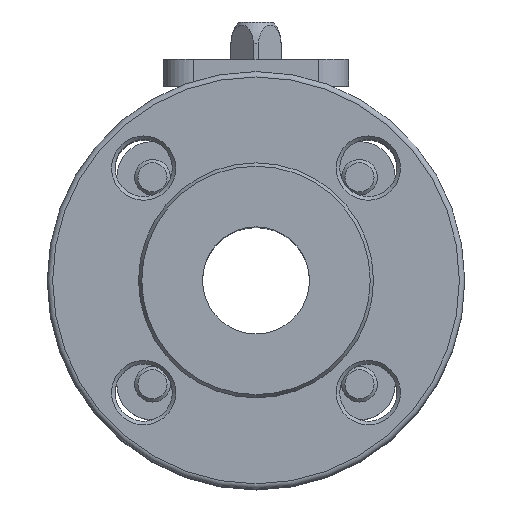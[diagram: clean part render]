
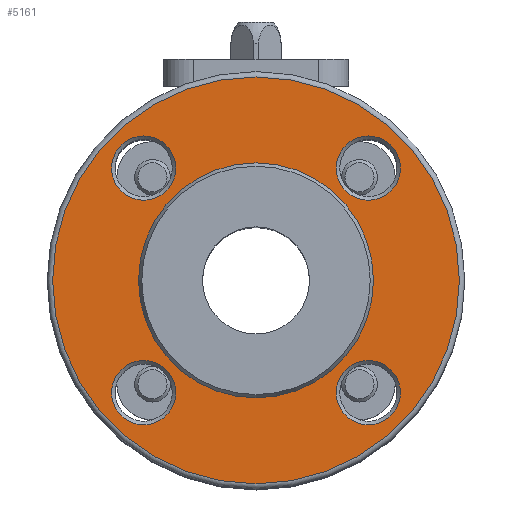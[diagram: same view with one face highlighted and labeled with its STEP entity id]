
A CAD part, top view. The second image highlights one B-rep face of the part: STEP entity #5161.
In plain terms, the highlighted planar face has unit normal (0, 0, 1).
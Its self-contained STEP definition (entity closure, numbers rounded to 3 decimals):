
#846=PLANE('',#5547);
#1055=ORIENTED_EDGE('',*,*,#2583,.F.);
#1056=ORIENTED_EDGE('',*,*,#2585,.F.);
#1057=ORIENTED_EDGE('',*,*,#2586,.F.);
#1058=ORIENTED_EDGE('',*,*,#2587,.F.);
#1059=ORIENTED_EDGE('',*,*,#2588,.F.);
#1060=ORIENTED_EDGE('',*,*,#2582,.T.);
#2582=EDGE_CURVE('',#3351,#3351,#3876,.T.);
#2583=EDGE_CURVE('',#3352,#3352,#3877,.T.);
#2585=EDGE_CURVE('',#3354,#3354,#3879,.T.);
#2586=EDGE_CURVE('',#3355,#3355,#3880,.T.);
#2587=EDGE_CURVE('',#3356,#3356,#3881,.T.);
#2588=EDGE_CURVE('',#3357,#3357,#3882,.T.);
#3351=VERTEX_POINT('',#7868);
#3352=VERTEX_POINT('',#7871);
#3354=VERTEX_POINT('',#7876);
#3355=VERTEX_POINT('',#7878);
#3356=VERTEX_POINT('',#7880);
#3357=VERTEX_POINT('',#7882);
#3876=CIRCLE('',#5543,32.924);
#3877=CIRCLE('',#5545,57.);
#3879=CIRCLE('',#5548,9.);
#3880=CIRCLE('',#5549,9.);
#3881=CIRCLE('',#5550,9.);
#3882=CIRCLE('',#5551,9.);
#4207=EDGE_LOOP('',(#1055));
#4208=EDGE_LOOP('',(#1056));
#4209=EDGE_LOOP('',(#1057));
#4210=EDGE_LOOP('',(#1058));
#4211=EDGE_LOOP('',(#1059));
#4212=EDGE_LOOP('',(#1060));
#4642=FACE_BOUND('',#4207,.T.);
#4643=FACE_BOUND('',#4208,.T.);
#4644=FACE_BOUND('',#4209,.T.);
#4645=FACE_BOUND('',#4210,.T.);
#4646=FACE_BOUND('',#4211,.T.);
#4647=FACE_BOUND('',#4212,.T.);
#5161=ADVANCED_FACE('',(#4642,#4643,#4644,#4645,#4646,#4647),#846,.F.);
#5543=AXIS2_PLACEMENT_3D('',#7867,#6293,#6294);
#5545=AXIS2_PLACEMENT_3D('',#7870,#6297,#6298);
#5547=AXIS2_PLACEMENT_3D('',#7874,#6301,#6302);
#5548=AXIS2_PLACEMENT_3D('',#7875,#6303,#6304);
#5549=AXIS2_PLACEMENT_3D('',#7877,#6305,#6306);
#5550=AXIS2_PLACEMENT_3D('',#7879,#6307,#6308);
#5551=AXIS2_PLACEMENT_3D('',#7881,#6309,#6310);
#6293=DIRECTION('',(0.,0.,-1.));
#6294=DIRECTION('',(-1.,0.,0.));
#6297=DIRECTION('',(0.,0.,-1.));
#6298=DIRECTION('',(-1.,0.,0.));
#6301=DIRECTION('',(0.,0.,-1.));
#6302=DIRECTION('',(-1.,0.,0.));
#6303=DIRECTION('',(0.,0.,1.));
#6304=DIRECTION('',(1.,0.,0.));
#6305=DIRECTION('',(0.,0.,1.));
#6306=DIRECTION('',(1.,0.,0.));
#6307=DIRECTION('',(0.,0.,1.));
#6308=DIRECTION('',(1.,0.,0.));
#6309=DIRECTION('',(0.,0.,1.));
#6310=DIRECTION('',(1.,0.,0.));
#7867=CARTESIAN_POINT('',(0.,0.,58.9));
#7868=CARTESIAN_POINT('',(-32.924,0.,58.9));
#7870=CARTESIAN_POINT('',(0.,0.,58.9));
#7871=CARTESIAN_POINT('',(-57.,0.,58.9));
#7874=CARTESIAN_POINT('',(0.,32.924,58.9));
#7875=CARTESIAN_POINT('',(-31.466,-31.466,58.9));
#7876=CARTESIAN_POINT('',(-22.466,-31.466,58.9));
#7877=CARTESIAN_POINT('',(31.466,-31.466,58.9));
#7878=CARTESIAN_POINT('',(40.466,-31.466,58.9));
#7879=CARTESIAN_POINT('',(31.466,31.466,58.9));
#7880=CARTESIAN_POINT('',(40.466,31.466,58.9));
#7881=CARTESIAN_POINT('',(-31.466,31.466,58.9));
#7882=CARTESIAN_POINT('',(-22.466,31.466,58.9));
